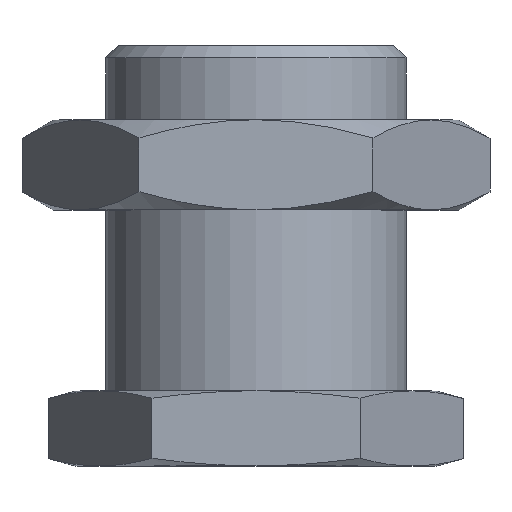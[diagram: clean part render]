
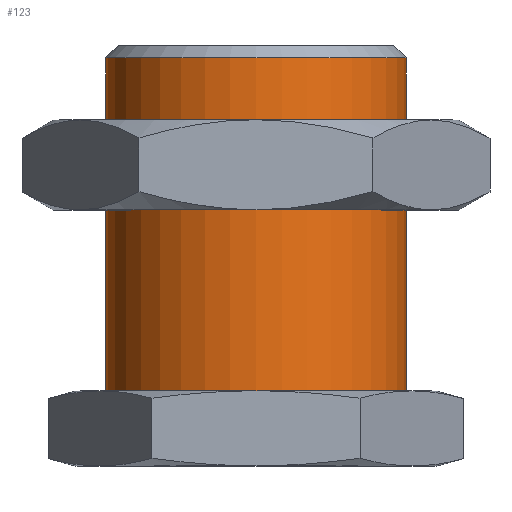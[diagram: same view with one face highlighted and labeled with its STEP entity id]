
A CAD part, top view. The second image highlights one B-rep face of the part: STEP entity #123.
In plain terms, the highlighted cylindrical face has radius 10 mm (diameter 20 mm), a partial arc.
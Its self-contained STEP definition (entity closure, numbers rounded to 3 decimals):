
#123=ADVANCED_FACE('',(#310),#311,.T.);
#310=FACE_OUTER_BOUND('',#573,.T.);
#311=CYLINDRICAL_SURFACE('',#574,10.0);
#573=EDGE_LOOP('',(#844,#845,#846,#847));
#574=AXIS2_PLACEMENT_3D('',#848,#849,#850);
#844=ORIENTED_EDGE('',*,*,#1489,.F.);
#845=ORIENTED_EDGE('',*,*,#1490,.T.);
#846=ORIENTED_EDGE('',*,*,#1491,.F.);
#847=ORIENTED_EDGE('',*,*,#1492,.F.);
#848=CARTESIAN_POINT('',(0.0,3.85,0.0));
#849=DIRECTION('',(-0.0,-1.0,0.0));
#850=DIRECTION('',(-1.0,0.0,0.0));
#1489=EDGE_CURVE('',#1753,#1754,#1755,.T.);
#1490=EDGE_CURVE('',#1753,#1756,#1757,.T.);
#1491=EDGE_CURVE('',#1758,#1756,#1759,.T.);
#1492=EDGE_CURVE('',#1754,#1758,#1760,.T.);
#1753=VERTEX_POINT('',#2150);
#1754=VERTEX_POINT('',#2151);
#1755=LINE('',#2152,#2153);
#1756=VERTEX_POINT('',#2154);
#1757=CIRCLE('',#2155,10.0);
#1758=VERTEX_POINT('',#2156);
#1759=LINE('',#2157,#2158);
#1760=CIRCLE('',#2159,10.0);
#2150=CARTESIAN_POINT('',(-10.0,5.0,0.));
#2151=CARTESIAN_POINT('',(-10.0,27.188,0.));
#2152=CARTESIAN_POINT('',(-10.0,16.094,0.));
#2153=VECTOR('',#2909,1.0);
#2154=CARTESIAN_POINT('',(10.0,5.0,0.0));
#2155=AXIS2_PLACEMENT_3D('',#2910,#2911,#2912);
#2156=CARTESIAN_POINT('',(10.0,27.188,0.0));
#2157=CARTESIAN_POINT('',(10.0,16.094,0.));
#2158=VECTOR('',#2913,1.0);
#2159=AXIS2_PLACEMENT_3D('',#2914,#2915,#2916);
#2909=DIRECTION('',(-0.0,1.0,-0.0));
#2910=CARTESIAN_POINT('',(0.0,5.0,0.0));
#2911=DIRECTION('',(-0.0,1.0,0.0));
#2912=DIRECTION('',(1.0,0.0,0.0));
#2913=DIRECTION('',(-0.0,-1.0,0.0));
#2914=CARTESIAN_POINT('',(0.0,27.188,0.0));
#2915=DIRECTION('',(-0.0,1.0,0.0));
#2916=DIRECTION('',(1.0,0.0,0.0));
